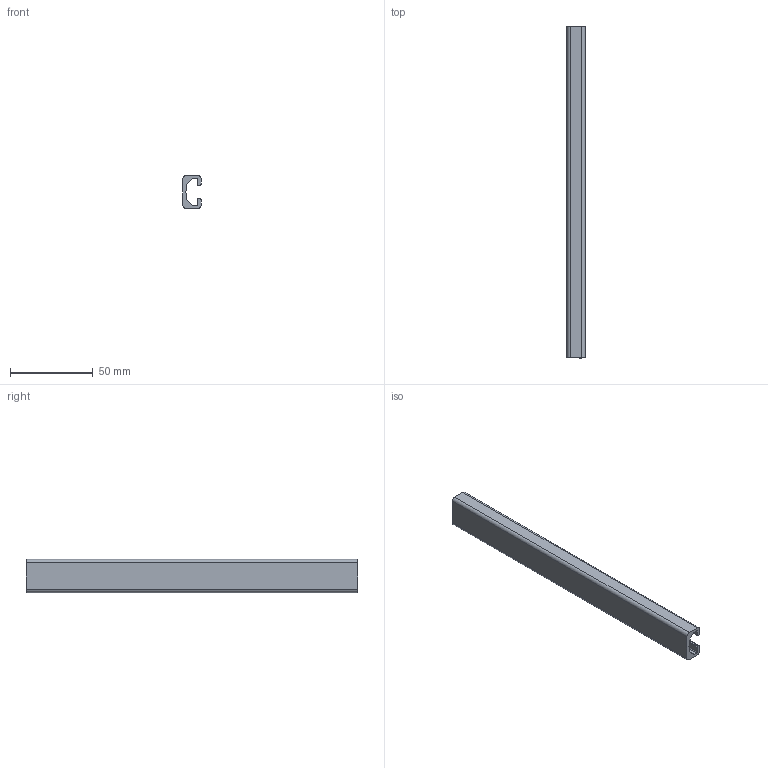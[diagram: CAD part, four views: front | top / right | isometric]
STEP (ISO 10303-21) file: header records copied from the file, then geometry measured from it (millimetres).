
FILE_DESCRIPTION(/* description */ ('Aluminiumprofil 11x20'),/* implementation_level */ '2;1');
FILE_NAME(/* name */ 'Syskomp 481992476 Aluminiumprofil 11x20.stp',/* time_stamp */ '2017-03-20T09:44:00+01:00',/* author */ ('wheldmann'),/* organization */ (''),/* preprocessor_version */ 'ST-DEVELOPER v16.1',/* originating_system */ 'Autodesk Inventor 2016',/* authorisation */ ' ');
FILE_SCHEMA (('AUTOMOTIVE_DESIGN { 1 0 10303 214 3 1 1 }'));
Length unit declared in the file: millimetre
Products named in the file (1): 481992476 Aluminiumprofil 11x20 - 200
Bounding box: 11 x 200 x 20 mm (x, y, z)
Volume: 20425.8 mm3; surface area: 17744 mm2
Topology: 1 solids, 1 shells, 42 faces, 120 edges, 80 vertices
Faces by surface type: plane 23, cylinder 19
Entity records: 1406 total; most frequent: DIRECTION 244, CARTESIAN_POINT 243, ORIENTED_EDGE 240, EDGE_CURVE 120, LINE 82, VECTOR 82, AXIS2_PLACEMENT_3D 81, VERTEX_POINT 80
